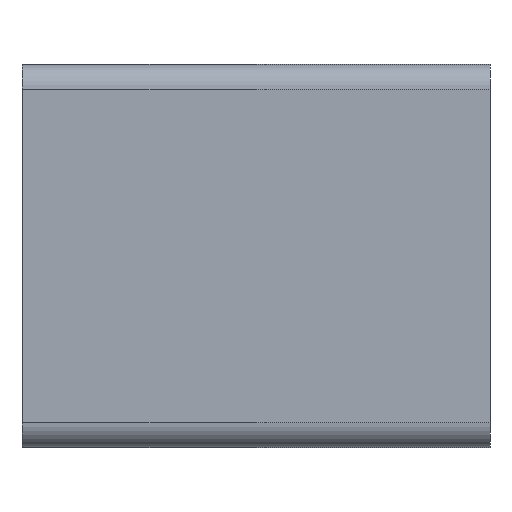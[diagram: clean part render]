
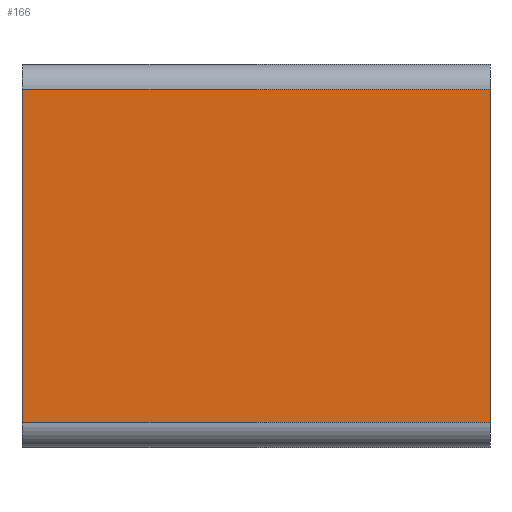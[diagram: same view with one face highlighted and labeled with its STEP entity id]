
A CAD part, front view. The second image highlights one B-rep face of the part: STEP entity #166.
In plain terms, the highlighted face is planar.
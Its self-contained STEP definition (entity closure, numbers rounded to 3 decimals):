
#166=ADVANCED_FACE('',(#325),#326,.T.);
#325=FACE_OUTER_BOUND('',#498,.T.);
#326=PLANE('',#499);
#498=EDGE_LOOP('',(#1127,#1128,#1129,#1130));
#499=AXIS2_PLACEMENT_3D('',#1131,#1132,#1133);
#1127=ORIENTED_EDGE('',*,*,#1451,.T.);
#1128=ORIENTED_EDGE('',*,*,#1452,.F.);
#1129=ORIENTED_EDGE('',*,*,#1453,.F.);
#1130=ORIENTED_EDGE('',*,*,#1449,.T.);
#1131=CARTESIAN_POINT('',(111.55,-5.68,0.0));
#1132=DIRECTION('',(1.0,0.,0.0));
#1133=DIRECTION('',(0.,1.0,-0.0));
#1449=EDGE_CURVE('',#1821,#1819,#1822,.T.);
#1451=EDGE_CURVE('',#1819,#1824,#1825,.T.);
#1452=EDGE_CURVE('',#1826,#1824,#1827,.T.);
#1453=EDGE_CURVE('',#1821,#1826,#1828,.T.);
#1819=VERTEX_POINT('',#2386);
#1821=VERTEX_POINT('',#2388);
#1822=LINE('',#2389,#2390);
#1824=VERTEX_POINT('',#2392);
#1825=LINE('',#2393,#2394);
#1826=VERTEX_POINT('',#2395);
#1827=LINE('',#2396,#2397);
#1828=LINE('',#2398,#2399);
#2386=CARTESIAN_POINT('',(111.55,19.82,71.5));
#2388=CARTESIAN_POINT('',(111.55,19.82,0.0));
#2389=CARTESIAN_POINT('',(111.55,19.82,0.0));
#2390=VECTOR('',#2697,1.0);
#2392=CARTESIAN_POINT('',(111.55,-31.18,71.5));
#2393=CARTESIAN_POINT('',(111.55,19.82,71.5));
#2394=VECTOR('',#2701,1.0);
#2395=CARTESIAN_POINT('',(111.55,-31.18,0.0));
#2396=CARTESIAN_POINT('',(111.55,-31.18,0.0));
#2397=VECTOR('',#2702,1.0);
#2398=CARTESIAN_POINT('',(111.55,19.82,0.0));
#2399=VECTOR('',#2703,1.0);
#2697=DIRECTION('',(0.0,0.0,1.0));
#2701=DIRECTION('',(0.,-1.0,0.0));
#2702=DIRECTION('',(0.0,0.0,1.0));
#2703=DIRECTION('',(0.,-1.0,0.0));
